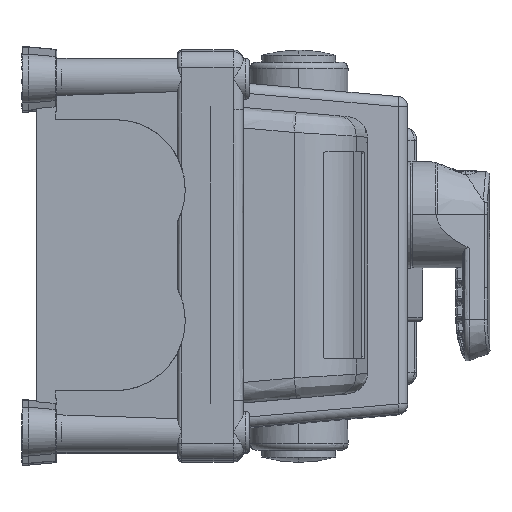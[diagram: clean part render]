
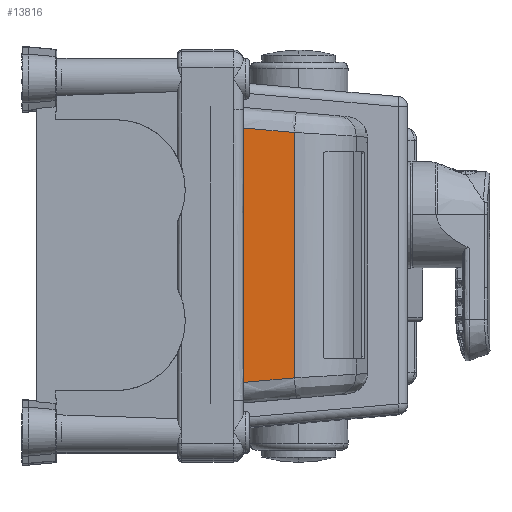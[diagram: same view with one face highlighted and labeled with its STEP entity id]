
A CAD part, top view. The second image highlights one B-rep face of the part: STEP entity #13816.
In plain terms, the highlighted planar face has unit normal (0, 0, 1).
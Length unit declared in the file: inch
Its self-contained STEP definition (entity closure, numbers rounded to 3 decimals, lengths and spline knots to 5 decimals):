
#4759 = CARTESIAN_POINT ( 'NONE',  ( 1.51313, -1.93681, 10.31082 ) ) ;
#6155 = ORIENTED_EDGE ( 'NONE', *, *, #84944, .T. ) ;
#9309 = B_SPLINE_CURVE_WITH_KNOTS ( 'NONE', 3,
 ( #165695, #135183, #179562, #122180 ),
 .UNSPECIFIED., .F., .F.,
 ( 4, 4 ),
 ( 0., 1. ),
 .UNSPECIFIED. ) ;
#13816 = ADVANCED_FACE ( 'NONE', ( #97591 ), #25483, .T. ) ;
#15211 = DIRECTION ( 'NONE',  ( 1., 0., 0. ) ) ;
#25483 = PLANE ( 'NONE',  #115531 ) ;
#34473 = CARTESIAN_POINT ( 'NONE',  ( 1.51313, 1.93681, 10.31081 ) ) ;
#37827 = CARTESIAN_POINT ( 'NONE',  ( 1.51313, 1.93681, 10.31081 ) ) ;
#38001 = EDGE_LOOP ( 'NONE', ( #166574, #84371, #6155, #110550 ) ) ;
#46258 = EDGE_CURVE ( 'NONE', #160386, #114973, #178917, .T. ) ;
#49049 = CARTESIAN_POINT ( 'NONE',  ( 1.77193, -1.91417, 10.31082 ) ) ;
#51026 = CARTESIAN_POINT ( 'NONE',  ( 1.51313, -0.6456, 10.31082 ) ) ;
#66050 = CARTESIAN_POINT ( 'NONE',  ( 2.03073, 1.89152, 10.31081 ) ) ;
#68730 = EDGE_CURVE ( 'NONE', #114973, #176060, #108090, .T. ) ;
#77674 = CARTESIAN_POINT ( 'NONE',  ( 2.28954, -1.86888, 10.31082 ) ) ;
#78865 = VERTEX_POINT ( 'NONE', #137271 ) ;
#84371 = ORIENTED_EDGE ( 'NONE', *, *, #68730, .T. ) ;
#84944 = EDGE_CURVE ( 'NONE', #176060, #78865, #9309, .T. ) ;
#90804 = CARTESIAN_POINT ( 'NONE',  ( 1.51313, -1.93681, 10.31082 ) ) ;
#97591 = FACE_OUTER_BOUND ( 'NONE', #38001, .T. ) ;
#99407 = DIRECTION ( 'NONE',  ( 0., 0., 1. ) ) ;
#102306 = EDGE_CURVE ( 'NONE', #78865, #160386, #118251, .T. ) ;
#108090 = B_SPLINE_CURVE_WITH_KNOTS ( 'NONE', 3,
 ( #4759, #49049, #175095, #77674 ),
 .UNSPECIFIED., .F., .F.,
 ( 4, 4 ),
 ( 0., 1. ),
 .UNSPECIFIED. ) ;
#110550 = ORIENTED_EDGE ( 'NONE', *, *, #102306, .T. ) ;
#114973 = VERTEX_POINT ( 'NONE', #157045 ) ;
#115531 = AXIS2_PLACEMENT_3D ( 'NONE', #154236, #99407, #15211 ) ;
#118251 = B_SPLINE_CURVE_WITH_KNOTS ( 'NONE', 3,
 ( #136702, #66050, #137616, #139449 ),
 .UNSPECIFIED., .F., .F.,
 ( 4, 4 ),
 ( 0., 1. ),
 .UNSPECIFIED. ) ;
#122180 = CARTESIAN_POINT ( 'NONE',  ( 2.28954, 1.86888, 10.31081 ) ) ;
#135183 = CARTESIAN_POINT ( 'NONE',  ( 2.28954, -0.62296, 10.31082 ) ) ;
#136385 = CARTESIAN_POINT ( 'NONE',  ( 1.51313, 0.6456, 10.31081 ) ) ;
#136702 = CARTESIAN_POINT ( 'NONE',  ( 2.28954, 1.86888, 10.31081 ) ) ;
#137271 = CARTESIAN_POINT ( 'NONE',  ( 2.28954, 1.86888, 10.31081 ) ) ;
#137616 = CARTESIAN_POINT ( 'NONE',  ( 1.77193, 1.91417, 10.31081 ) ) ;
#139449 = CARTESIAN_POINT ( 'NONE',  ( 1.51313, 1.93681, 10.31081 ) ) ;
#154236 = CARTESIAN_POINT ( 'NONE',  ( 1.30376, 3.25, 10.31081 ) ) ;
#157045 = CARTESIAN_POINT ( 'NONE',  ( 1.51313, -1.93681, 10.31082 ) ) ;
#160386 = VERTEX_POINT ( 'NONE', #37827 ) ;
#165695 = CARTESIAN_POINT ( 'NONE',  ( 2.28954, -1.86888, 10.31082 ) ) ;
#166574 = ORIENTED_EDGE ( 'NONE', *, *, #46258, .T. ) ;
#172822 = CARTESIAN_POINT ( 'NONE',  ( 2.28954, -1.86888, 10.31082 ) ) ;
#175095 = CARTESIAN_POINT ( 'NONE',  ( 2.03073, -1.89152, 10.31082 ) ) ;
#176060 = VERTEX_POINT ( 'NONE', #172822 ) ;
#178917 = B_SPLINE_CURVE_WITH_KNOTS ( 'NONE', 3,
 ( #34473, #136385, #51026, #90804 ),
 .UNSPECIFIED., .F., .F.,
 ( 4, 4 ),
 ( 0., 1. ),
 .UNSPECIFIED. ) ;
#179562 = CARTESIAN_POINT ( 'NONE',  ( 2.28954, 0.62296, 10.31081 ) ) ;
